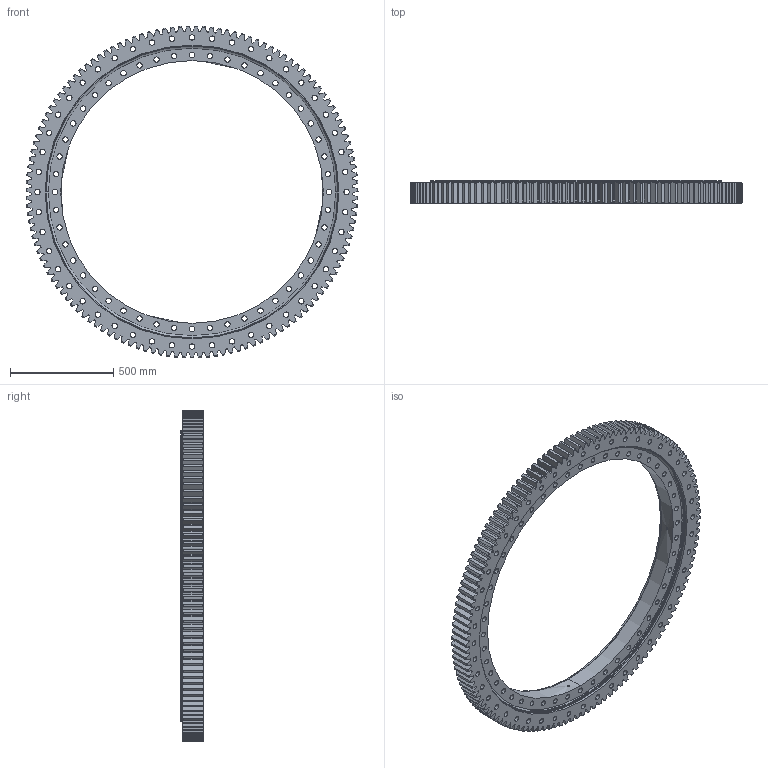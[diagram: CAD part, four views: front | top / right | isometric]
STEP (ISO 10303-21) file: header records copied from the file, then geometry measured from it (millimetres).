
FILE_DESCRIPTION (( 'STEP AP203' ), '1' );
FILE_NAME ('01-1410-00.STEP', '2017-12-26T10:23:25', ( 'defontaine' ), ( 'Hewlett-Packard Company' ), 'SwSTEP 2.0', 'SolidWorks 2016', '' );
FILE_SCHEMA (( 'CONFIG_CONTROL_DESIGN' ));
Length unit declared in the file: millimetre
Products named in the file (1): 01-1410-00
Bounding box: 1604.98 x 110 x 1604.89 mm (x, y, z)
Volume: 54160499.6 mm3; surface area: 4765193.7 mm2
Topology: 5 solids, 5 shells, 1048 faces, 3089 edges, 2051 vertices
Faces by surface type: cylinder 481, plane 276, cone 271, torus 18, sphere 2
Entity records: 36869 total; most frequent: CARTESIAN_POINT 8281, ORIENTED_EDGE 6168, DIRECTION 5910, EDGE_CURVE 3084, AXIS2_PLACEMENT_3D 2317, VERTEX_POINT 2048, VECTOR 1276, LINE 1276
